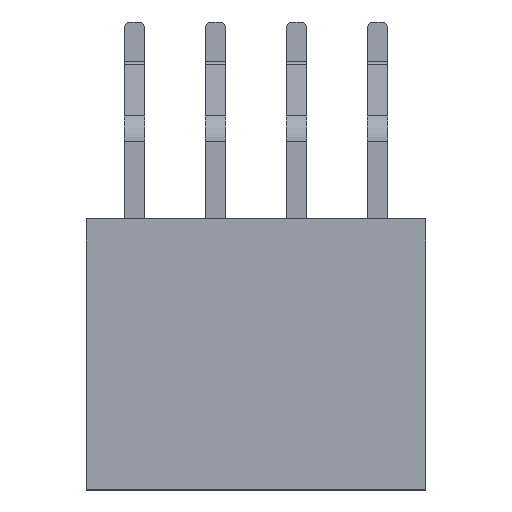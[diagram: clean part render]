
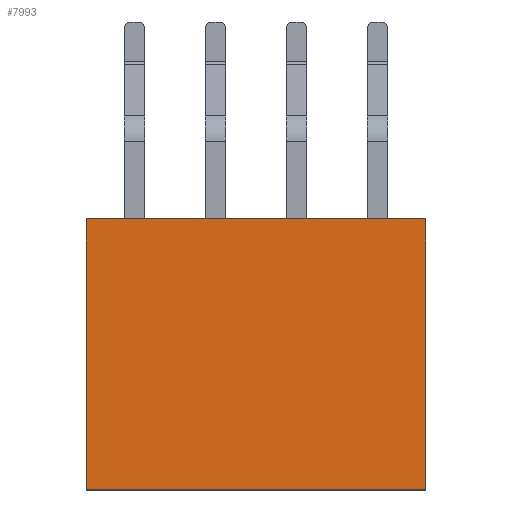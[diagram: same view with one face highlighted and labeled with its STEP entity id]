
A CAD part, top view. The second image highlights one B-rep face of the part: STEP entity #7993.
In plain terms, the highlighted planar face has unit normal (0, 0, 1).
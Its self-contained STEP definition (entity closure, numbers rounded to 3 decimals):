
#436 = CARTESIAN_POINT ( 'NONE',  ( 5.33, 4.25, 2.5 ) ) ;
#544 = VERTEX_POINT ( 'NONE', #3092 ) ;
#906 = PLANE ( 'NONE',  #2484 ) ;
#1317 = CARTESIAN_POINT ( 'NONE',  ( -5.33, -4.25, 2.5 ) ) ;
#1633 = VERTEX_POINT ( 'NONE', #3385 ) ;
#1936 = VECTOR ( 'NONE', #8397, 1000. ) ;
#2052 = VECTOR ( 'NONE', #2057, 1000. ) ;
#2057 = DIRECTION ( 'NONE',  ( 0., 1., 0. ) ) ;
#2233 = CARTESIAN_POINT ( 'NONE',  ( 5.33, -4.25, 2.5 ) ) ;
#2462 = CARTESIAN_POINT ( 'NONE',  ( -5.33, -4.25, 2.5 ) ) ;
#2484 = AXIS2_PLACEMENT_3D ( 'NONE', #8042, #5982, #3907 ) ;
#2890 = EDGE_CURVE ( 'NONE', #7179, #8855, #4210, .T. ) ;
#3015 = CARTESIAN_POINT ( 'NONE',  ( 5.33, -4.25, 2.5 ) ) ;
#3092 = CARTESIAN_POINT ( 'NONE',  ( 5.33, 4.25, 2.5 ) ) ;
#3249 = DIRECTION ( 'NONE',  ( -1., 0., 0. ) ) ;
#3288 = ORIENTED_EDGE ( 'NONE', *, *, #8702, .T. ) ;
#3385 = CARTESIAN_POINT ( 'NONE',  ( -5.33, 4.25, 2.5 ) ) ;
#3907 = DIRECTION ( 'NONE',  ( 0., -1., 0. ) ) ;
#4132 = EDGE_CURVE ( 'NONE', #544, #1633, #6744, .T. ) ;
#4210 = LINE ( 'NONE', #4304, #1936 ) ;
#4211 = LINE ( 'NONE', #2233, #5098 ) ;
#4304 = CARTESIAN_POINT ( 'NONE',  ( 5.33, -4.25, 2.5 ) ) ;
#4854 = EDGE_CURVE ( 'NONE', #8855, #1633, #5557, .T. ) ;
#5042 = DIRECTION ( 'NONE',  ( 0., 1., 0. ) ) ;
#5098 = VECTOR ( 'NONE', #5042, 1000. ) ;
#5170 = ORIENTED_EDGE ( 'NONE', *, *, #4132, .T. ) ;
#5557 = LINE ( 'NONE', #1317, #2052 ) ;
#5626 = ORIENTED_EDGE ( 'NONE', *, *, #2890, .F. ) ;
#5649 = ORIENTED_EDGE ( 'NONE', *, *, #4854, .F. ) ;
#5752 = VECTOR ( 'NONE', #3249, 1000. ) ;
#5982 = DIRECTION ( 'NONE',  ( 0., 0., 1. ) ) ;
#6744 = LINE ( 'NONE', #436, #5752 ) ;
#7179 = VERTEX_POINT ( 'NONE', #3015 ) ;
#7827 = EDGE_LOOP ( 'NONE', ( #5649, #5626, #3288, #5170 ) ) ;
#7993 = ADVANCED_FACE ( 'NONE', ( #8090 ), #906, .T. ) ;
#8042 = CARTESIAN_POINT ( 'NONE',  ( 5.33, -4.25, 2.5 ) ) ;
#8090 = FACE_OUTER_BOUND ( 'NONE', #7827, .T. ) ;
#8397 = DIRECTION ( 'NONE',  ( -1., 0., 0. ) ) ;
#8702 = EDGE_CURVE ( 'NONE', #7179, #544, #4211, .T. ) ;
#8855 = VERTEX_POINT ( 'NONE', #2462 ) ;
